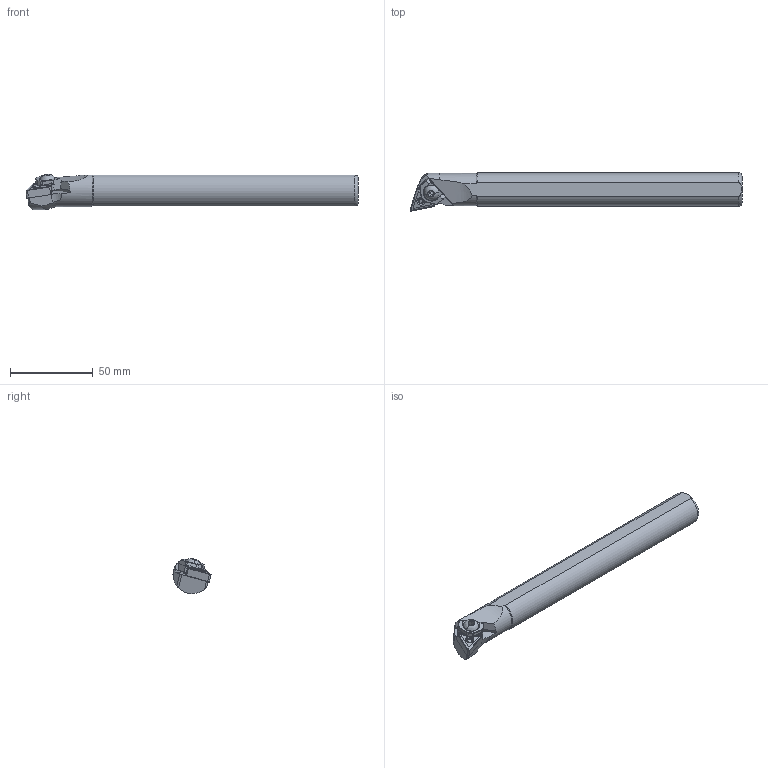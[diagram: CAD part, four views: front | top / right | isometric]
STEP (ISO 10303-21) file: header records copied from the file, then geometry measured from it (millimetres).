
FILE_DESCRIPTION (( 'STEP AP214' ), '1' );
FILE_NAME ('S20R-MTQNR-16-LIGHT.STP', '2023-10-24T17:05:19', ( '' ), ( '' ), 'SwSTEP 2.0', 'SolidWorks 2018', '' );
FILE_SCHEMA (( 'AUTOMOTIVE_DESIGN' ));
Length unit declared in the file: millimetre
Products named in the file (1): S20R-MTQNR-16-LIGHT
Bounding box: 200 x 23 x 21.24 mm (x, y, z)
Volume: 58426.7 mm3; surface area: 13908.2 mm2
Topology: 2 solids, 2 shells, 229 faces, 575 edges, 354 vertices
Faces by surface type: plane 97, cylinder 68, cone 36, bspline 16, torus 12
Entity records: 9866 total; most frequent: CARTESIAN_POINT 4329, ORIENTED_EDGE 1146, DIRECTION 999, EDGE_CURVE 573, AXIS2_PLACEMENT_3D 357, VERTEX_POINT 354, LINE 285, VECTOR 285
